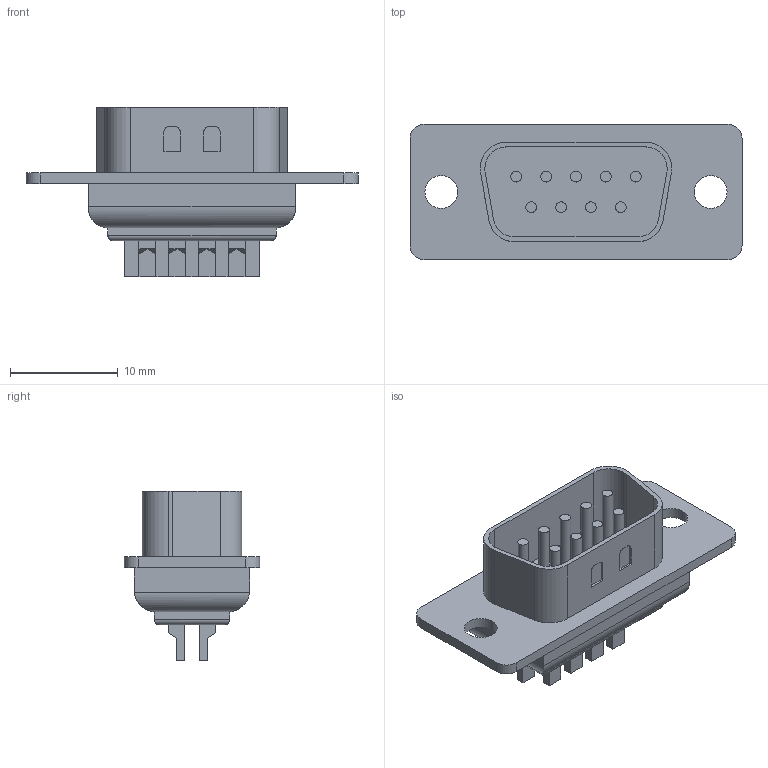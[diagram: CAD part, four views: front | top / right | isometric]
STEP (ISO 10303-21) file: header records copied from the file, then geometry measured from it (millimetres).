
FILE_DESCRIPTION(('STEP AP242'),'1');
FILE_NAME('connector_a-ds_09_ll_z.stp','2020-06-30T20:29:25',('TraceParts'),('TraceParts S.A.'),'Spatial InterOp 3D',' ',' ');
FILE_SCHEMA(('AP242_MANAGED_MODEL_BASED_3D_ENGINEERING_MIM_LF {1 0 10303 442 1 1 4}'));
Length unit declared in the file: millimetre
Products named in the file (1): connector_a-ds_09_ll_z
Bounding box: 30.81 x 12.55 x 15.75 mm (x, y, z)
Volume: 1506.5 mm3; surface area: 1973.6 mm2
Topology: 1 solids, 1 shells, 198 faces, 473 edges, 302 vertices
Faces by surface type: plane 144, cylinder 54
Entity records: 7329 total; most frequent: CARTESIAN_POINT 1042, DIRECTION 971, ORIENTED_EDGE 946, EDGE_CURVE 473, LINE 365, VECTOR 365, AXIS2_PLACEMENT_3D 303, VERTEX_POINT 302
